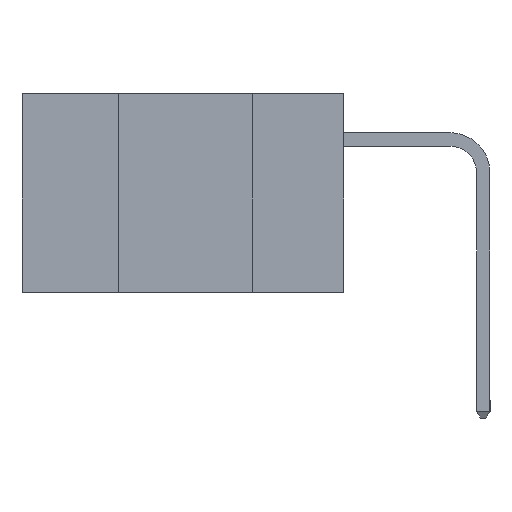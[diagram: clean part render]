
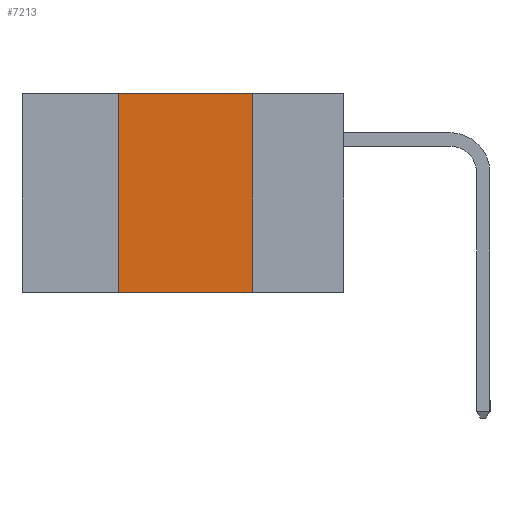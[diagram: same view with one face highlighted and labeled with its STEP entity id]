
A CAD part, left-side view. The second image highlights one B-rep face of the part: STEP entity #7213.
In plain terms, the highlighted planar face has unit normal (-1, 0, 0).
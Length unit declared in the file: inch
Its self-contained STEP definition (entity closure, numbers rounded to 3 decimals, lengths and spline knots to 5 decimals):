
#25 = ORIENTED_EDGE ( 'NONE', *, *, #2453, .F. ) ;
#83 = VECTOR ( 'NONE', #8641, 39.37008 ) ;
#205 = DIRECTION ( 'NONE',  ( 0., 0., -1. ) ) ;
#214 = EDGE_CURVE ( 'NONE', #5819, #5834, #5693, .T. ) ;
#322 = EDGE_LOOP ( 'NONE', ( #25, #8951, #7612, #7126 ) ) ;
#443 = VECTOR ( 'NONE', #6445, 39.37008 ) ;
#480 = CARTESIAN_POINT ( 'NONE',  ( 0., 0.42, -0.37 ) ) ;
#590 = CARTESIAN_POINT ( 'NONE',  ( 0., 0.17, -0.37 ) ) ;
#900 = CARTESIAN_POINT ( 'NONE',  ( 0., 0.17, -0.37 ) ) ;
#1327 = AXIS2_PLACEMENT_3D ( 'NONE', #8555, #4493, #205 ) ;
#1417 = CARTESIAN_POINT ( 'NONE',  ( 0., 0.6, -0.37 ) ) ;
#1483 = VECTOR ( 'NONE', #3746, 39.37008 ) ;
#1641 = EDGE_CURVE ( 'NONE', #5819, #3550, #7056, .T. ) ;
#1954 = VECTOR ( 'NONE', #6017, 39.37008 ) ;
#2366 = LINE ( 'NONE', #900, #443 ) ;
#2453 = EDGE_CURVE ( 'NONE', #4443, #5834, #2366, .T. ) ;
#3550 = VERTEX_POINT ( 'NONE', #7358 ) ;
#3746 = DIRECTION ( 'NONE',  ( 0., 0., 1. ) ) ;
#3784 = PLANE ( 'NONE',  #1327 ) ;
#4443 = VERTEX_POINT ( 'NONE', #7035 ) ;
#4493 = DIRECTION ( 'NONE',  ( 1., 0., 0. ) ) ;
#4791 = FACE_OUTER_BOUND ( 'NONE', #322, .T. ) ;
#5693 = LINE ( 'NONE', #1417, #1954 ) ;
#5754 = LINE ( 'NONE', #5936, #83 ) ;
#5819 = VERTEX_POINT ( 'NONE', #480 ) ;
#5834 = VERTEX_POINT ( 'NONE', #590 ) ;
#5936 = CARTESIAN_POINT ( 'NONE',  ( 0., 0.6, 0. ) ) ;
#6017 = DIRECTION ( 'NONE',  ( 0., -1., 0. ) ) ;
#6445 = DIRECTION ( 'NONE',  ( 0., 0., -1. ) ) ;
#7035 = CARTESIAN_POINT ( 'NONE',  ( 0., 0.17, 0. ) ) ;
#7056 = LINE ( 'NONE', #7849, #1483 ) ;
#7126 = ORIENTED_EDGE ( 'NONE', *, *, #214, .T. ) ;
#7213 = ADVANCED_FACE ( 'NONE', ( #4791 ), #3784, .F. ) ;
#7311 = EDGE_CURVE ( 'NONE', #3550, #4443, #5754, .T. ) ;
#7358 = CARTESIAN_POINT ( 'NONE',  ( 0., 0.42, 0. ) ) ;
#7612 = ORIENTED_EDGE ( 'NONE', *, *, #1641, .F. ) ;
#7849 = CARTESIAN_POINT ( 'NONE',  ( 0., 0.42, -0.37 ) ) ;
#8555 = CARTESIAN_POINT ( 'NONE',  ( 0., 0.6, 0. ) ) ;
#8641 = DIRECTION ( 'NONE',  ( 0., -1., 0. ) ) ;
#8951 = ORIENTED_EDGE ( 'NONE', *, *, #7311, .F. ) ;
